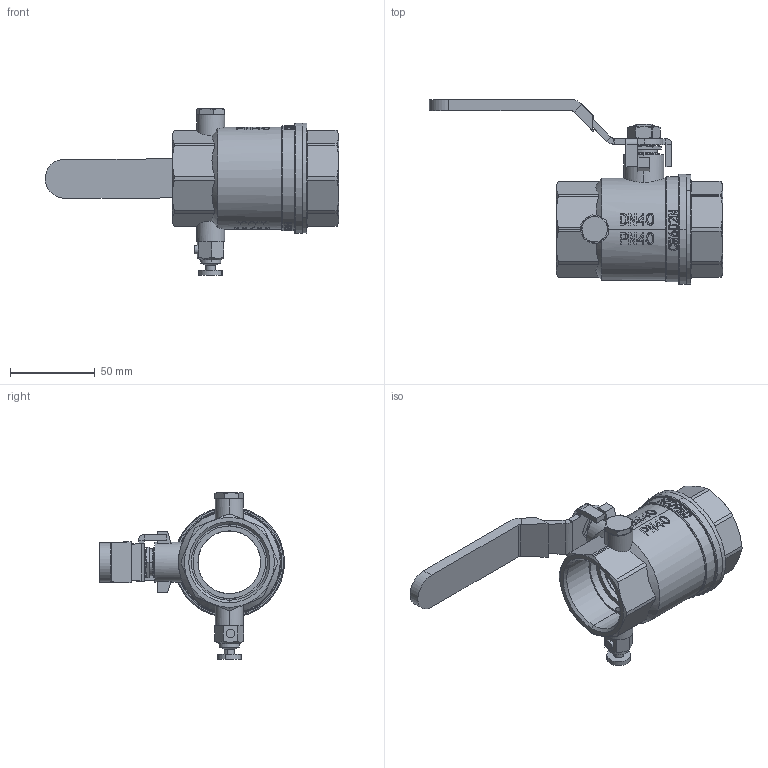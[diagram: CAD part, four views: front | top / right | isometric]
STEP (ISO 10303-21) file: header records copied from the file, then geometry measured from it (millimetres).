
FILE_DESCRIPTION (( 'STEP AP214' ), '1' );
FILE_NAME ('带排水球阀1.5.STEP', '2023-03-07T04:26:01', ( '' ), ( '' ), 'SwSTEP 2.0', 'SolidWorks 2016', '' );
FILE_SCHEMA (( 'AUTOMOTIVE_DESIGN' ));
Length unit declared in the file: millimetre
Products named in the file (16): 黑簽; 鞠褒蹟譫_M12X6; 鞠褒揤簽M18x1.5_M18x1.5; 沓蹋16.3x12.1x6_16.3x12.1x6; 3031201530046; 概釱47x37x4.4_47x37x4.5; DRILL概簽ㄗ囀ㄘ; 概极; 带排水球阀1.5; 沺す啣忒梟3020214130069; 空心球56x37x8_56x37x8; O遠14x1.5; 8x1.9; 齬ァ郲掛极; 齬ァ种赽; 幗豪佪裝
Assembly tree (17 placements, depth 2):
  带排水球阀1.5
    概极
    DRILL概簽ㄗ囀ㄘ
    概釱47x37x4.4_47x37x4.5  x2
    3031201530046
    沓蹋16.3x12.1x6_16.3x12.1x6
    鞠褒揤簽M18x1.5_M18x1.5
    鞠褒蹟譫_M12X6
    黑簽
    幗豪佪裝
    齬ァ种赽
    齬ァ郲掛极
    8x1.9
    O遠14x1.5  x2
    空心球56x37x8_56x37x8
    沺す啣忒梟3020214130069
Bounding box: 173 x 109 x 98.18 mm (x, y, z)
Volume: 133323.3 mm3; surface area: 99050.1 mm2
Topology: 18 solids, 18 shells, 1264 faces, 3186 edges, 2052 vertices
Faces by surface type: plane 580, bspline 307, cylinder 215, cone 120, torus 36, sphere 6
Entity records: 66318 total; most frequent: CARTESIAN_POINT 33565, ORIENTED_EDGE 6276, DIRECTION 4723, EDGE_CURVE 3138, VERTEX_POINT 2024, AXIS2_PLACEMENT_3D 1635, LINE 1453, VECTOR 1453
